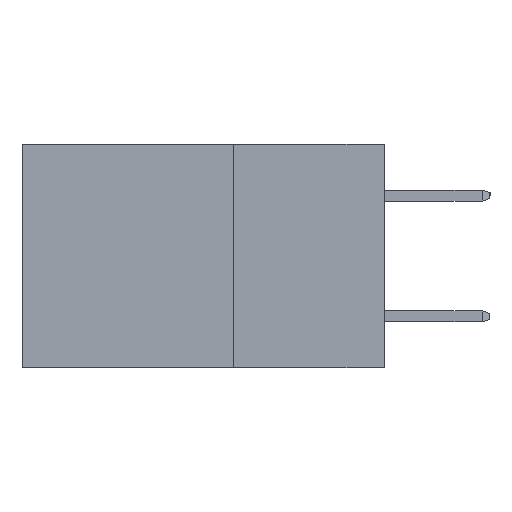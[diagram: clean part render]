
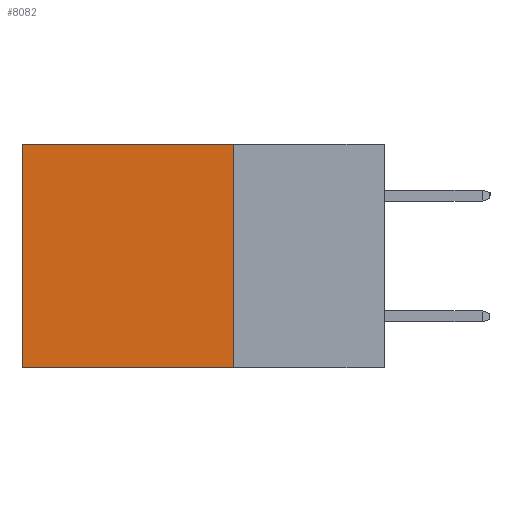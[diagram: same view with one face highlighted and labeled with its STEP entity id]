
A CAD part, left-side view. The second image highlights one B-rep face of the part: STEP entity #8082.
In plain terms, the highlighted planar face has unit normal (-1, 0, 0).
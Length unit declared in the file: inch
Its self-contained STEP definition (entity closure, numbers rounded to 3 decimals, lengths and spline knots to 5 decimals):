
#274 = ORIENTED_EDGE ( 'NONE', *, *, #19654, .F. ) ;
#324 = DIRECTION ( 'NONE',  ( 0., 0., -1. ) ) ;
#1079 = CARTESIAN_POINT ( 'NONE',  ( 0.2615, 0.25, -0.37 ) ) ;
#1562 = CARTESIAN_POINT ( 'NONE',  ( 0.2615, 0.25, 0. ) ) ;
#1564 = CARTESIAN_POINT ( 'NONE',  ( 0.2615, 0.6, -0.37 ) ) ;
#2264 = DIRECTION ( 'NONE',  ( 0., 0., -1. ) ) ;
#3114 = LINE ( 'NONE', #1564, #11076 ) ;
#3491 = LINE ( 'NONE', #15758, #11226 ) ;
#3547 = EDGE_CURVE ( 'NONE', #11710, #16263, #3114, .T. ) ;
#3855 = LINE ( 'NONE', #14755, #19647 ) ;
#4352 = CARTESIAN_POINT ( 'NONE',  ( 0.2615, 0.25, 0. ) ) ;
#6620 = ORIENTED_EDGE ( 'NONE', *, *, #13968, .F. ) ;
#6831 = DIRECTION ( 'NONE',  ( 1., 0., 0. ) ) ;
#7526 = EDGE_LOOP ( 'NONE', ( #10715, #6620, #274, #9835 ) ) ;
#8082 = ADVANCED_FACE ( 'NONE', ( #11380 ), #8366, .F. ) ;
#8366 = PLANE ( 'NONE',  #16124 ) ;
#9018 = LINE ( 'NONE', #4352, #19573 ) ;
#9114 = DIRECTION ( 'NONE',  ( 0., 1., 0. ) ) ;
#9835 = ORIENTED_EDGE ( 'NONE', *, *, #17256, .T. ) ;
#10715 = ORIENTED_EDGE ( 'NONE', *, *, #3547, .T. ) ;
#11076 = VECTOR ( 'NONE', #324, 39.37008 ) ;
#11226 = VECTOR ( 'NONE', #16161, 39.37008 ) ;
#11380 = FACE_OUTER_BOUND ( 'NONE', #7526, .T. ) ;
#11710 = VERTEX_POINT ( 'NONE', #14936 ) ;
#11731 = CARTESIAN_POINT ( 'NONE',  ( 0.2615, 0.6, -0.37 ) ) ;
#13416 = VERTEX_POINT ( 'NONE', #1562 ) ;
#13968 = EDGE_CURVE ( 'NONE', #17905, #16263, #3491, .T. ) ;
#14710 = CARTESIAN_POINT ( 'NONE',  ( 0.2615, 0.25, -0.37 ) ) ;
#14755 = CARTESIAN_POINT ( 'NONE',  ( 0.2615, 0.25, -0.37 ) ) ;
#14936 = CARTESIAN_POINT ( 'NONE',  ( 0.2615, 0.6, 0. ) ) ;
#15758 = CARTESIAN_POINT ( 'NONE',  ( 0.2615, 0.25, -0.37 ) ) ;
#16124 = AXIS2_PLACEMENT_3D ( 'NONE', #14710, #6831, #2264 ) ;
#16161 = DIRECTION ( 'NONE',  ( 0., 1., 0. ) ) ;
#16263 = VERTEX_POINT ( 'NONE', #11731 ) ;
#17256 = EDGE_CURVE ( 'NONE', #13416, #11710, #9018, .T. ) ;
#17905 = VERTEX_POINT ( 'NONE', #1079 ) ;
#19520 = DIRECTION ( 'NONE',  ( 0., 0., -1. ) ) ;
#19573 = VECTOR ( 'NONE', #9114, 39.37008 ) ;
#19647 = VECTOR ( 'NONE', #19520, 39.37008 ) ;
#19654 = EDGE_CURVE ( 'NONE', #13416, #17905, #3855, .T. ) ;
